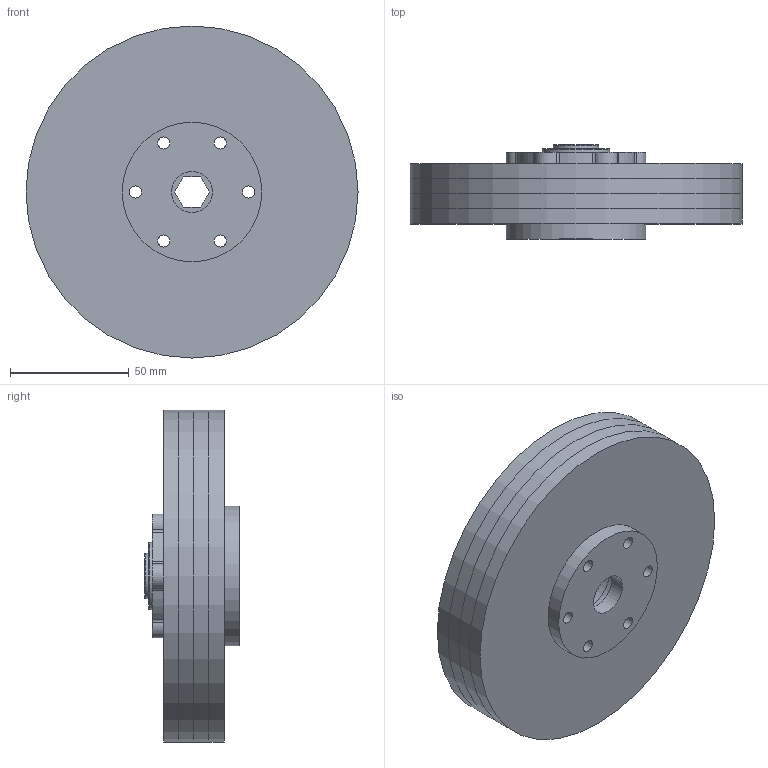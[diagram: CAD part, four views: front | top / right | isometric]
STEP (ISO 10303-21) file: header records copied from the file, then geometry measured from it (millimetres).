
FILE_DESCRIPTION(/* description */ (''),/* implementation_level */ '2;1');
FILE_NAME(/* name */ 'Flywheel and Hub v6.step',/* time_stamp */ '2020-03-01T00:52:30-07:00',/* author */ (''),/* organization */ (''),/* preprocessor_version */ 'ST-DEVELOPER v18',/* originating_system */ 'Autodesk Translation Framework v8.12.0.6',/* authorisation */ '');
FILE_SCHEMA (('AUTOMOTIVE_DESIGN { 1 0 10303 214 3 1 1 }'));
Length unit declared in the file: millimetre
Products named in the file (5): Flywheel and Hub; am-4124 500 Hex Hub; Component1; 1_4in steel disc plate 5.5in diameter; PlateForIntertiaWheel
Assembly tree (7 placements, depth 3):
  Flywheel and Hub
    am-4124 500 Hex Hub
      Component1
    1_4in steel disc plate 5.5in diameter  x4
    PlateForIntertiaWheel
Bounding box: 139.7 x 39.69 x 139.7 mm (x, y, z)
Volume: 399702.3 mm3; surface area: 146981.8 mm2
Topology: 6 solids, 6 shells, 115 faces, 289 edges, 191 vertices
Faces by surface type: cylinder 81, plane 29, cone 5
Full cylindrical faces by diameter (mm): 5.105 x36, 17.205 x1, 19.05 x2, 22.225 x1, 28.55 x2, 28.575 x4, 58.674 x1, 139.7 x4
Entity records: 2882 total; most frequent: DIRECTION 530, CARTESIAN_POINT 457, ORIENTED_EDGE 434, EDGE_CURVE 217, AXIS2_PLACEMENT_3D 216, VERTEX_POINT 143, EDGE_LOOP 132, CIRCLE 119
